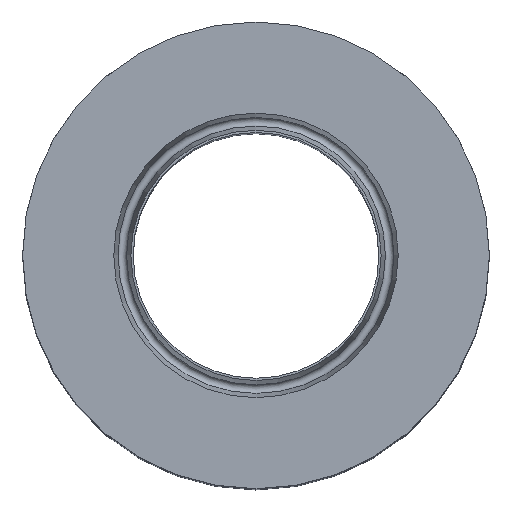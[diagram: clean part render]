
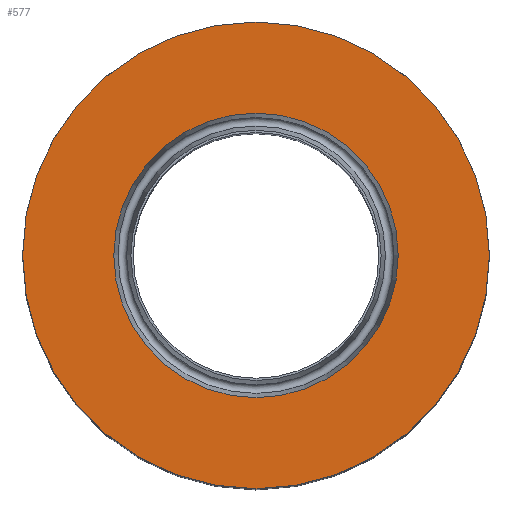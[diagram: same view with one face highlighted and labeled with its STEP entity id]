
A CAD part, top view. The second image highlights one B-rep face of the part: STEP entity #577.
In plain terms, the highlighted planar face has unit normal (0, 0, 1).
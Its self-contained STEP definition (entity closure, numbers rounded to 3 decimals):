
#1 = AXIS2_PLACEMENT_3D ( 'NONE', #334, #355, #356 ) ;
#19 = EDGE_CURVE ( 'NONE', #473, #473, #153, .T. ) ;
#24 = EDGE_CURVE ( 'NONE', #483, #483, #225, .T. ) ;
#36 = AXIS2_PLACEMENT_3D ( 'NONE', #279, #286, #287 ) ;
#45 = AXIS2_PLACEMENT_3D ( 'NONE', #294, #301, #302 ) ;
#73 = EDGE_LOOP ( 'NONE', ( #132 ) ) ;
#129 = ORIENTED_EDGE ( 'NONE', *, *, #19, .T. ) ;
#132 = ORIENTED_EDGE ( 'NONE', *, *, #24, .F. ) ;
#153 = CIRCLE ( 'NONE', #36, 9.497 ) ;
#157 = FACE_OUTER_BOUND ( 'NONE', #247, .T. ) ;
#172 = FACE_BOUND ( 'NONE', #73, .T. ) ;
#225 = CIRCLE ( 'NONE', #45, 5.789 ) ;
#247 = EDGE_LOOP ( 'NONE', ( #129 ) ) ;
#279 = CARTESIAN_POINT ( 'NONE',  ( 0., 0., 0. ) ) ;
#286 = DIRECTION ( 'NONE',  ( 0., 0., 1. ) ) ;
#287 = DIRECTION ( 'NONE',  ( 1., 0., 0. ) ) ;
#294 = CARTESIAN_POINT ( 'NONE',  ( 0., 0., 0. ) ) ;
#301 = DIRECTION ( 'NONE',  ( 0., 0., 1. ) ) ;
#302 = DIRECTION ( 'NONE',  ( 1., 0., 0. ) ) ;
#334 = CARTESIAN_POINT ( 'NONE',  ( 0., 5., 0. ) ) ;
#347 = PLANE ( 'NONE',  #1 ) ;
#355 = DIRECTION ( 'NONE',  ( 0., 0., -1. ) ) ;
#356 = DIRECTION ( 'NONE',  ( -1., 0., 0. ) ) ;
#473 = VERTEX_POINT ( 'NONE', #474 ) ;
#474 = CARTESIAN_POINT ( 'NONE',  ( 9.497, 0., 0. ) ) ;
#483 = VERTEX_POINT ( 'NONE', #484 ) ;
#484 = CARTESIAN_POINT ( 'NONE',  ( 5.789, 0., 0. ) ) ;
#577 = ADVANCED_FACE ( 'NONE', ( #157, #172 ), #347, .F. ) ;
